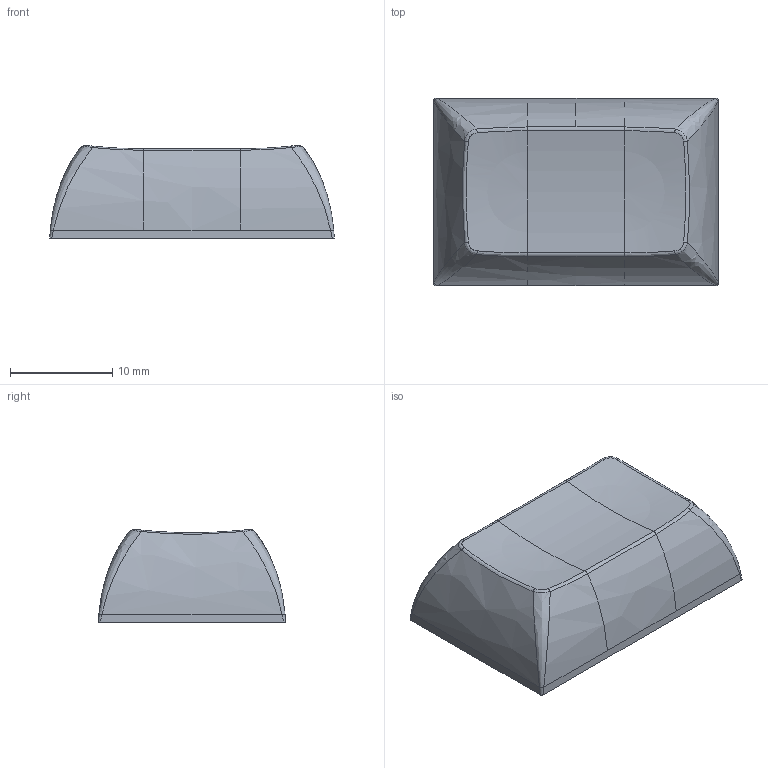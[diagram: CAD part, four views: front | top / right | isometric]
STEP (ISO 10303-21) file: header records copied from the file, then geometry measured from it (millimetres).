
FILE_DESCRIPTION(/* description */ ('STEP AP242','CAx-IF Rec.Pracs.---Representation and Presentation of Product Manufacturing Information (PMI)---4.0---2014-10-13','CAx-IF Rec.Pracs.---3D Tessellated Geometry---0.4---2014-09-14','2;1'),/* implementation_level */ '2;1');
FILE_NAME(/* name */ 'KAM-3Dtemplates-124 - 1.5u',/* time_stamp */ '2025-01-24T18:53:22Z',/* author */ (''),/* organization */ (''),/* preprocessor_version */ 'ST-DEVELOPER v20',/* originating_system */ 'ONSHAPE BY PTC INC, 1.192',/* authorisation */ ' ');
FILE_SCHEMA (('AP242_MANAGED_MODEL_BASED_3D_ENGINEERING_MIM_LF { 1 0 10303 442 1 1 4 }'));
Length unit declared in the file: metre
Products named in the file (1): 1.5u
Bounding box: 27.81 x 18.31 x 9.05 mm (x, y, z)
Volume: 1593.9 mm3; surface area: 2164.7 mm2
Topology: 1 solids, 1 shells, 84 faces, 221 edges, 138 vertices
Faces by surface type: plane 39, bspline 36, cylinder 5, sphere 4
Full cylindrical faces by diameter (mm): 5.2 x1
Entity records: 3538 total; most frequent: CARTESIAN_POINT 1763, ORIENTED_EDGE 422, DIRECTION 254, EDGE_CURVE 211, VERTEX_POINT 133, LINE 118, VECTOR 118, EDGE_LOOP 88
